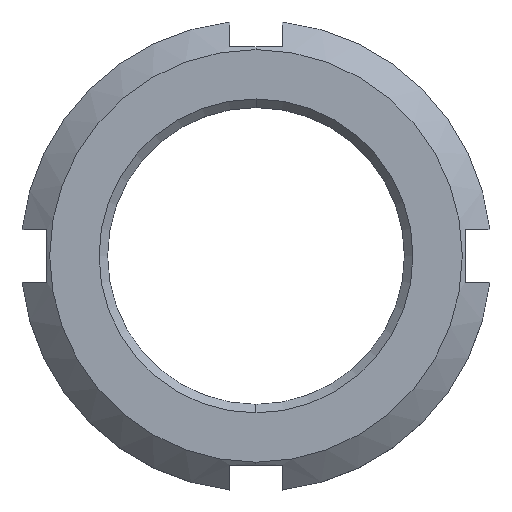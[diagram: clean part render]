
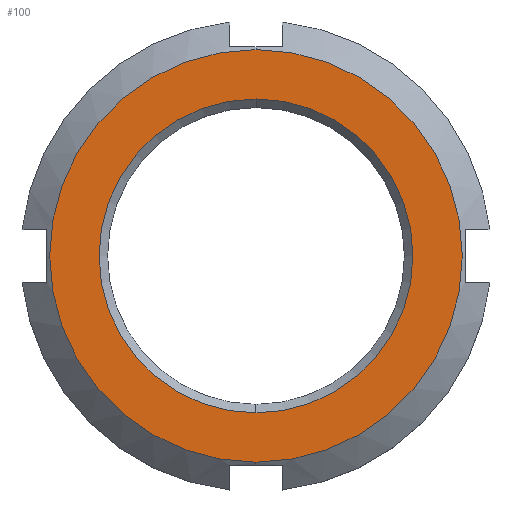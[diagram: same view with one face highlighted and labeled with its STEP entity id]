
A CAD part, top view. The second image highlights one B-rep face of the part: STEP entity #100.
In plain terms, the highlighted planar face has unit normal (0, 0, 1).
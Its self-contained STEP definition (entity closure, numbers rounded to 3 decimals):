
#100=ADVANCED_FACE('',(#153,#154),#155,.T.);
#153=FACE_BOUND('',#207,.T.);
#154=FACE_OUTER_BOUND('',#208,.T.);
#155=PLANE('',#209);
#207=EDGE_LOOP('',(#417,#418));
#208=EDGE_LOOP('',(#419,#420));
#209=AXIS2_PLACEMENT_3D('',#421,#422,#423);
#417=ORIENTED_EDGE('',*,*,#490,.T.);
#418=ORIENTED_EDGE('',*,*,#437,.T.);
#419=ORIENTED_EDGE('',*,*,#435,.T.);
#420=ORIENTED_EDGE('',*,*,#491,.T.);
#421=CARTESIAN_POINT('',(0.,9.86,7.0));
#422=DIRECTION('',(0.,-0.0,1.0));
#423=DIRECTION('',(0.0,1.0,0.0));
#435=EDGE_CURVE('',#493,#513,#515,.T.);
#437=EDGE_CURVE('',#519,#516,#520,.T.);
#490=EDGE_CURVE('',#516,#519,#602,.T.);
#491=EDGE_CURVE('',#513,#493,#603,.T.);
#493=VERTEX_POINT('',#605);
#513=VERTEX_POINT('',#689);
#515=CIRCLE('',#692,19.719);
#516=VERTEX_POINT('',#693);
#519=VERTEX_POINT('',#697);
#520=CIRCLE('',#698,15.0);
#602=CIRCLE('',#876,15.0);
#603=CIRCLE('',#877,19.719);
#605=CARTESIAN_POINT('',(0.,19.719,7.0));
#689=CARTESIAN_POINT('',(0.,-19.719,7.0));
#692=AXIS2_PLACEMENT_3D('',#886,#887,#888);
#693=CARTESIAN_POINT('',(0.,15.0,7.0));
#697=CARTESIAN_POINT('',(0.,-15.0,7.0));
#698=AXIS2_PLACEMENT_3D('',#890,#891,#892);
#876=AXIS2_PLACEMENT_3D('',#962,#963,#964);
#877=AXIS2_PLACEMENT_3D('',#965,#966,#967);
#886=CARTESIAN_POINT('',(0.,0.0,7.0));
#887=DIRECTION('',(0.,-0.0,1.0));
#888=DIRECTION('',(0.0,1.0,0.0));
#890=CARTESIAN_POINT('',(0.,0.0,7.0));
#891=DIRECTION('',(0.,0.0,-1.0));
#892=DIRECTION('',(0.0,1.0,0.0));
#962=CARTESIAN_POINT('',(0.,0.0,7.0));
#963=DIRECTION('',(0.,0.0,-1.0));
#964=DIRECTION('',(0.0,1.0,0.0));
#965=CARTESIAN_POINT('',(0.,0.0,7.0));
#966=DIRECTION('',(0.,-0.0,1.0));
#967=DIRECTION('',(0.0,1.0,0.0));
